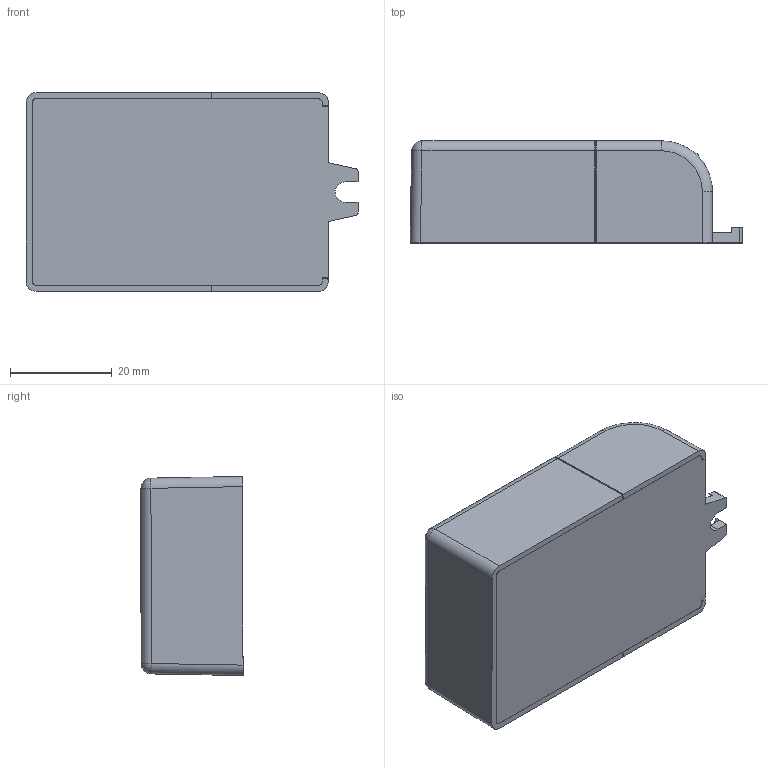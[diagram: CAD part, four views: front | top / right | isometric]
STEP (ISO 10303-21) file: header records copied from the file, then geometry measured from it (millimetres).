
FILE_DESCRIPTION((''),'2;1');
FILE_NAME('LIVC4AZ_ASM-121127_ASM','2015-03-11T',('Hedy'),(''),'PRO/ENGINEER BY PARAMETRIC TECHNOLOGY CORPORATION, 2009380','PRO/ENGINEER BY PARAMETRIC TECHNOLOGY CORPORATION, 2009380','');
FILE_SCHEMA(('CONFIG_CONTROL_DESIGN'));
Length unit declared in the file: metre
Products named in the file (7): LIVC4AZ-BASE; LIVC4AZ-SIDE_3; ASM0001_ASM_ASM; LIVC4AZ_ASM_ASM; LIVC4AZ-1B-121127; SCREW; LIVC4AZ_ASM-121127_ASM
Assembly tree (6 placements, depth 4):
  LIVC4AZ_ASM-121127_ASM
    LIVC4AZ_ASM_ASM
      ASM0001_ASM_ASM
        LIVC4AZ-BASE
        LIVC4AZ-SIDE_3
    LIVC4AZ-1B-121127
    SCREW
Bounding box: 65.12 x 20.02 x 39.05 mm (x, y, z)
Volume: 11222.3 mm3; surface area: 20205.9 mm2
Topology: 4 solids, 4 shells, 660 faces, 1871 edges, 1227 vertices
Faces by surface type: plane 506, cylinder 102, torus 33, cone 7, bspline 7, sphere 5
Entity records: 28710 total; most frequent: CARTESIAN_POINT 4906, ORIENTED_EDGE 3742, DIRECTION 3372, PRESENTATION_STYLE_ASSIGNMENT 1963, STYLED_ITEM 1875, CURVE_STYLE 1871, EDGE_CURVE 1871, VECTOR 1508
